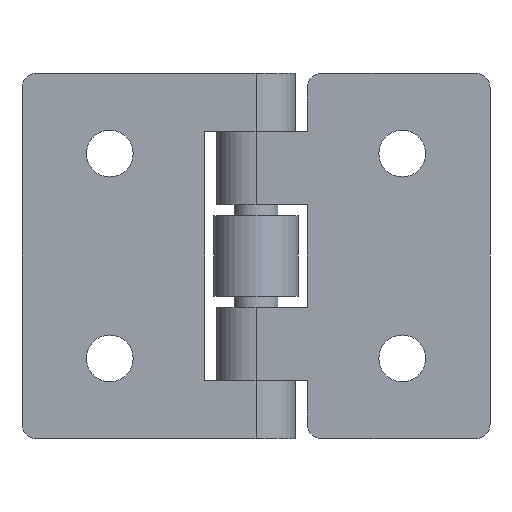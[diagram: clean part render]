
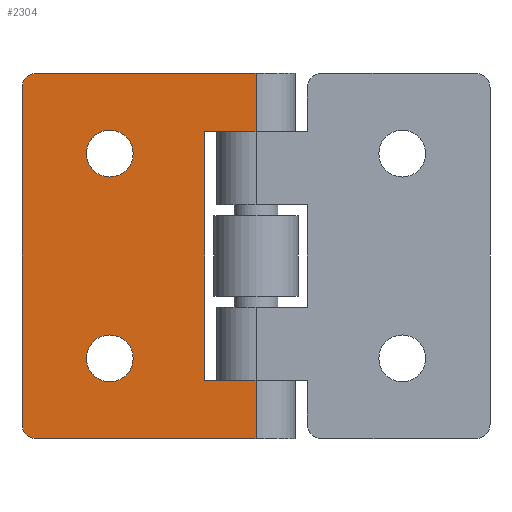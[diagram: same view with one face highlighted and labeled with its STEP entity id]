
A CAD part, front view. The second image highlights one B-rep face of the part: STEP entity #2304.
In plain terms, the highlighted planar face has unit normal (0, -1, 0).
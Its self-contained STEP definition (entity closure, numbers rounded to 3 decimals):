
#40 = DIRECTION ( 'NONE',  ( 1., 0., 0. ) ) ;
#54 = CARTESIAN_POINT ( 'NONE',  ( 0., -2.7, 8.5 ) ) ;
#94 = DIRECTION ( 'NONE',  ( -1., 0., 0. ) ) ;
#95 = CARTESIAN_POINT ( 'NONE',  ( -10., -2.7, -7. ) ) ;
#96 = CARTESIAN_POINT ( 'NONE',  ( -15., -2.7, 11.5 ) ) ;
#100 = DIRECTION ( 'NONE',  ( 0., 1., 0. ) ) ;
#103 = DIRECTION ( 'NONE',  ( 0., 0., 1. ) ) ;
#168 = CARTESIAN_POINT ( 'NONE',  ( -3.5, -2.7, 12.5 ) ) ;
#183 = CARTESIAN_POINT ( 'NONE',  ( -10., -2.7, 7. ) ) ;
#184 = DIRECTION ( 'NONE',  ( 0., 1., 0. ) ) ;
#185 = CARTESIAN_POINT ( 'NONE',  ( -16., -2.7, 12.5 ) ) ;
#190 = DIRECTION ( 'NONE',  ( -1., 0., 0. ) ) ;
#191 = DIRECTION ( 'NONE',  ( 0., 0., -1. ) ) ;
#192 = DIRECTION ( 'NONE',  ( -1., 0., 0. ) ) ;
#193 = CARTESIAN_POINT ( 'NONE',  ( -15., -2.7, -11.5 ) ) ;
#197 = DIRECTION ( 'NONE',  ( 0., -1., 0. ) ) ;
#198 = DIRECTION ( 'NONE',  ( -1., 0., 0. ) ) ;
#200 = CARTESIAN_POINT ( 'NONE',  ( 0., -2.7, 12.5 ) ) ;
#201 = DIRECTION ( 'NONE',  ( 1., 0., 0. ) ) ;
#202 = DIRECTION ( 'NONE',  ( -1., 0., 0. ) ) ;
#205 = CARTESIAN_POINT ( 'NONE',  ( 0., -2.7, -12.5 ) ) ;
#206 = DIRECTION ( 'NONE',  ( 1., 0., 0. ) ) ;
#207 = CARTESIAN_POINT ( 'NONE',  ( 0., -2.7, -8.5 ) ) ;
#244 = DIRECTION ( 'NONE',  ( 0., -1., 0. ) ) ;
#458 = AXIS2_PLACEMENT_3D ( 'NONE', #1642, #1640, #1641 ) ;
#519 = VECTOR ( 'NONE', #40, 1000. ) ;
#654 = ORIENTED_EDGE ( 'NONE', *, *, #2108, .F. ) ;
#725 = EDGE_LOOP ( 'NONE', ( #795, #774 ) ) ;
#726 = EDGE_LOOP ( 'NONE', ( #794, #775 ) ) ;
#727 = EDGE_LOOP ( 'NONE', ( #796, #772, #773, #771, #769, #770, #768, #766, #767, #654 ) ) ;
#766 = ORIENTED_EDGE ( 'NONE', *, *, #2262, .T. ) ;
#767 = ORIENTED_EDGE ( 'NONE', *, *, #2346, .T. ) ;
#768 = ORIENTED_EDGE ( 'NONE', *, *, #2282, .T. ) ;
#769 = ORIENTED_EDGE ( 'NONE', *, *, #2281, .T. ) ;
#770 = ORIENTED_EDGE ( 'NONE', *, *, #2118, .F. ) ;
#771 = ORIENTED_EDGE ( 'NONE', *, *, #2280, .T. ) ;
#772 = ORIENTED_EDGE ( 'NONE', *, *, #2277, .T. ) ;
#773 = ORIENTED_EDGE ( 'NONE', *, *, #2267, .T. ) ;
#774 = ORIENTED_EDGE ( 'NONE', *, *, #2154, .T. ) ;
#775 = ORIENTED_EDGE ( 'NONE', *, *, #2145, .T. ) ;
#794 = ORIENTED_EDGE ( 'NONE', *, *, #2278, .T. ) ;
#795 = ORIENTED_EDGE ( 'NONE', *, *, #2264, .T. ) ;
#796 = ORIENTED_EDGE ( 'NONE', *, *, #2279, .F. ) ;
#995 = VERTEX_POINT ( 'NONE', #2419 ) ;
#1003 = VERTEX_POINT ( 'NONE', #2427 ) ;
#1007 = VERTEX_POINT ( 'NONE', #2431 ) ;
#1010 = VERTEX_POINT ( 'NONE', #2434 ) ;
#1014 = VERTEX_POINT ( 'NONE', #2438 ) ;
#1015 = VERTEX_POINT ( 'NONE', #2439 ) ;
#1016 = VERTEX_POINT ( 'NONE', #2440 ) ;
#1018 = VERTEX_POINT ( 'NONE', #2442 ) ;
#1022 = VERTEX_POINT ( 'NONE', #2446 ) ;
#1033 = VERTEX_POINT ( 'NONE', #2457 ) ;
#1038 = VERTEX_POINT ( 'NONE', #2462 ) ;
#1047 = VERTEX_POINT ( 'NONE', #2471 ) ;
#1048 = VERTEX_POINT ( 'NONE', #2472 ) ;
#1049 = VERTEX_POINT ( 'NONE', #2473 ) ;
#1112 = LINE ( 'NONE', #2545, #2070 ) ;
#1120 = LINE ( 'NONE', #2567, #2085 ) ;
#1205 = LINE ( 'NONE', #168, #1873 ) ;
#1209 = LINE ( 'NONE', #185, #1865 ) ;
#1216 = LINE ( 'NONE', #200, #1849 ) ;
#1217 = LINE ( 'NONE', #205, #1847 ) ;
#1218 = LINE ( 'NONE', #207, #1845 ) ;
#1251 = FACE_BOUND ( 'NONE', #725, .T. ) ;
#1252 = FACE_BOUND ( 'NONE', #726, .T. ) ;
#1253 = FACE_OUTER_BOUND ( 'NONE', #727, .T. ) ;
#1321 = LINE ( 'NONE', #54, #519 ) ;
#1640 = DIRECTION ( 'NONE',  ( 0., 1., 0. ) ) ;
#1641 = DIRECTION ( 'NONE',  ( -1., 0., 0. ) ) ;
#1642 = CARTESIAN_POINT ( 'NONE',  ( 0., -2.7, 12.5 ) ) ;
#1705 = PLANE ( 'NONE',  #458 ) ;
#1845 = VECTOR ( 'NONE', #202, 1000. ) ;
#1847 = VECTOR ( 'NONE', #206, 1000. ) ;
#1848 = AXIS2_PLACEMENT_3D ( 'NONE', #193, #197, #198 ) ;
#1849 = VECTOR ( 'NONE', #201, 1000. ) ;
#1850 = AXIS2_PLACEMENT_3D ( 'NONE', #95, #100, #192 ) ;
#1852 = AXIS2_PLACEMENT_3D ( 'NONE', #96, #244, #94 ) ;
#1855 = CIRCLE ( 'NONE', #1848, 1. ) ;
#1858 = CIRCLE ( 'NONE', #1850, 1.6 ) ;
#1865 = VECTOR ( 'NONE', #191, 1000. ) ;
#1866 = CIRCLE ( 'NONE', #1852, 1. ) ;
#1870 = AXIS2_PLACEMENT_3D ( 'NONE', #183, #184, #190 ) ;
#1873 = VECTOR ( 'NONE', #103, 1000. ) ;
#1875 = CIRCLE ( 'NONE', #1870, 1.6 ) ;
#2032 = CIRCLE ( 'NONE', #2050, 1.6 ) ;
#2033 = AXIS2_PLACEMENT_3D ( 'NONE', #2637, #2638, #2639 ) ;
#2048 = CIRCLE ( 'NONE', #2033, 1.6 ) ;
#2050 = AXIS2_PLACEMENT_3D ( 'NONE', #2662, #2663, #2664 ) ;
#2070 = VECTOR ( 'NONE', #2546, 1000. ) ;
#2085 = VECTOR ( 'NONE', #2568, 1000. ) ;
#2108 = EDGE_CURVE ( 'NONE', #1010, #1014, #1112, .T. ) ;
#2118 = EDGE_CURVE ( 'NONE', #1003, #995, #1120, .T. ) ;
#2145 = EDGE_CURVE ( 'NONE', #1048, #1038, #2048, .T. ) ;
#2154 = EDGE_CURVE ( 'NONE', #1047, #1049, #2032, .T. ) ;
#2262 = EDGE_CURVE ( 'NONE', #1022, #1007, #1205, .T. ) ;
#2264 = EDGE_CURVE ( 'NONE', #1049, #1047, #1875, .T. ) ;
#2267 = EDGE_CURVE ( 'NONE', #1033, #1016, #1209, .T. ) ;
#2277 = EDGE_CURVE ( 'NONE', #1018, #1033, #1866, .T. ) ;
#2278 = EDGE_CURVE ( 'NONE', #1038, #1048, #1858, .T. ) ;
#2279 = EDGE_CURVE ( 'NONE', #1018, #1010, #1216, .T. ) ;
#2280 = EDGE_CURVE ( 'NONE', #1016, #1015, #1855, .T. ) ;
#2281 = EDGE_CURVE ( 'NONE', #1015, #995, #1217, .T. ) ;
#2282 = EDGE_CURVE ( 'NONE', #1003, #1022, #1218, .T. ) ;
#2304 = ADVANCED_FACE ( 'NONE', ( #1251, #1252, #1253 ), #1705, .F. ) ;
#2346 = EDGE_CURVE ( 'NONE', #1007, #1014, #1321, .T. ) ;
#2419 = CARTESIAN_POINT ( 'NONE',  ( 0., -2.7, -12.5 ) ) ;
#2427 = CARTESIAN_POINT ( 'NONE',  ( 0., -2.7, -8.5 ) ) ;
#2431 = CARTESIAN_POINT ( 'NONE',  ( -3.5, -2.7, 8.5 ) ) ;
#2434 = CARTESIAN_POINT ( 'NONE',  ( 0., -2.7, 12.5 ) ) ;
#2438 = CARTESIAN_POINT ( 'NONE',  ( 0., -2.7, 8.5 ) ) ;
#2439 = CARTESIAN_POINT ( 'NONE',  ( -15., -2.7, -12.5 ) ) ;
#2440 = CARTESIAN_POINT ( 'NONE',  ( -16., -2.7, -11.5 ) ) ;
#2442 = CARTESIAN_POINT ( 'NONE',  ( -15., -2.7, 12.5 ) ) ;
#2446 = CARTESIAN_POINT ( 'NONE',  ( -3.5, -2.7, -8.5 ) ) ;
#2457 = CARTESIAN_POINT ( 'NONE',  ( -16., -2.7, 11.5 ) ) ;
#2462 = CARTESIAN_POINT ( 'NONE',  ( -10., -2.7, -5.4 ) ) ;
#2471 = CARTESIAN_POINT ( 'NONE',  ( -10., -2.7, 5.4 ) ) ;
#2472 = CARTESIAN_POINT ( 'NONE',  ( -10., -2.7, -8.6 ) ) ;
#2473 = CARTESIAN_POINT ( 'NONE',  ( -10., -2.7, 8.6 ) ) ;
#2545 = CARTESIAN_POINT ( 'NONE',  ( 0., -2.7, 12.5 ) ) ;
#2546 = DIRECTION ( 'NONE',  ( 0., 0., -1. ) ) ;
#2567 = CARTESIAN_POINT ( 'NONE',  ( 0., -2.7, 12.5 ) ) ;
#2568 = DIRECTION ( 'NONE',  ( 0., 0., -1. ) ) ;
#2637 = CARTESIAN_POINT ( 'NONE',  ( -10., -2.7, -7. ) ) ;
#2638 = DIRECTION ( 'NONE',  ( 0., 1., 0. ) ) ;
#2639 = DIRECTION ( 'NONE',  ( -1., 0., 0. ) ) ;
#2662 = CARTESIAN_POINT ( 'NONE',  ( -10., -2.7, 7. ) ) ;
#2663 = DIRECTION ( 'NONE',  ( 0., 1., 0. ) ) ;
#2664 = DIRECTION ( 'NONE',  ( -1., 0., 0. ) ) ;
